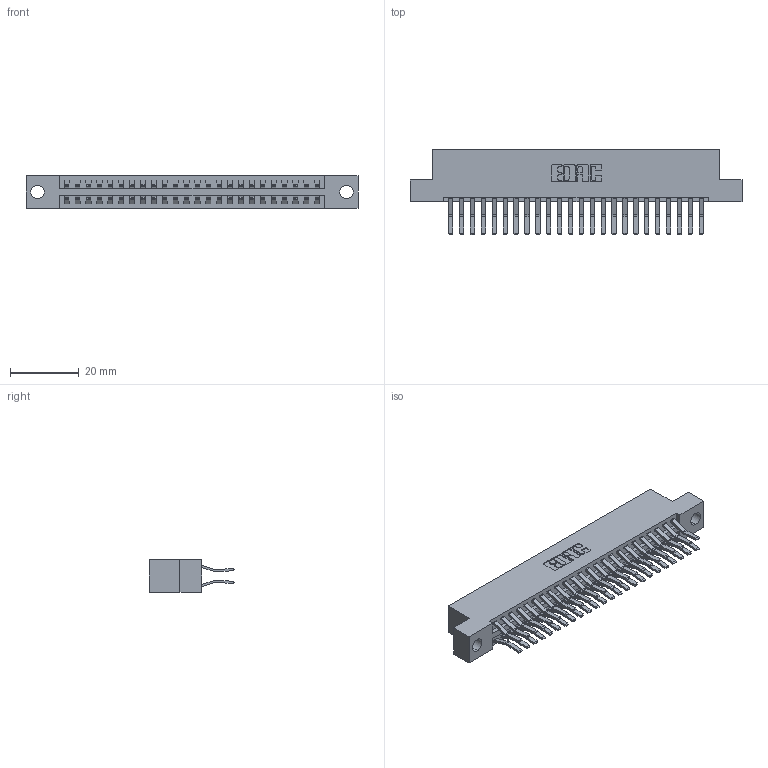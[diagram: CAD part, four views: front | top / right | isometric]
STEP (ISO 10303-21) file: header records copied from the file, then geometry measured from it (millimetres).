
FILE_DESCRIPTION (( 'STEP AP203' ), '1' );
FILE_NAME ('346-048-560-204.STEP', '2022-05-20T22:22:49', ( '' ), ( '' ), 'SwSTEP 2.0', 'SolidWorks 2020', '' );
FILE_SCHEMA (( 'CONFIG_CONTROL_DESIGN' ));
Length unit declared in the file: inch
Products named in the file (3): 345-292-001_560 Tail; 346-048-560-204; 346 Part_Flush Mounting Lugs - 0.156 Dia-TH
Assembly tree (49 placements, depth 2):
  346-048-560-204
    346 Part_Flush Mounting Lugs - 0.156 Dia-TH
    345-292-001_560 Tail  x48
Bounding box: 96.77 x 24.78 x 9.4 mm (x, y, z)
Volume: 9505.5 mm3; surface area: 13470.4 mm2
Topology: 49 solids, 49 shells, 2728 faces, 8093 edges, 5330 vertices
Faces by surface type: plane 1770, cylinder 958
Entity records: 18593 total; most frequent: CARTESIAN_POINT 3094, ORIENTED_EDGE 3026, DIRECTION 2781, EDGE_CURVE 1513, VECTOR 1281, LINE 1281, VERTEX_POINT 1006, AXIS2_PLACEMENT_3D 750
